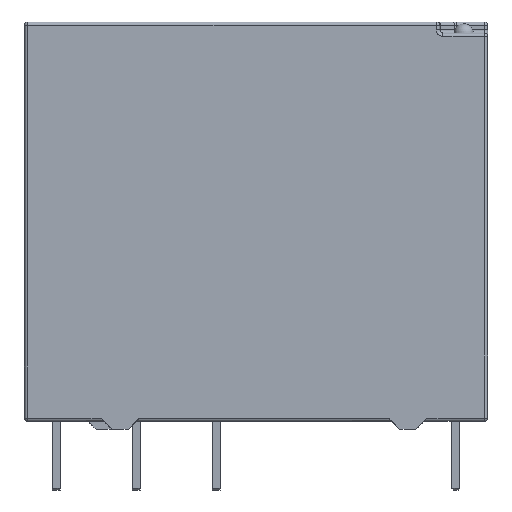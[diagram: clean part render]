
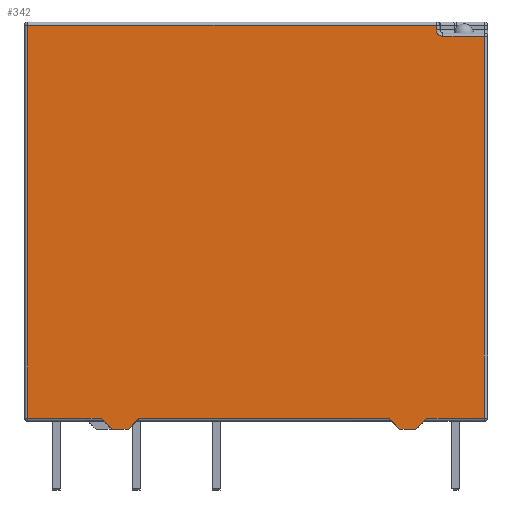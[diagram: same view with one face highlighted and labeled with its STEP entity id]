
A CAD part, front view. The second image highlights one B-rep face of the part: STEP entity #342.
In plain terms, the highlighted planar face has unit normal (0, -1, 0).
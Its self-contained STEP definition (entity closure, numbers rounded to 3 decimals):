
#185=FACE_OUTER_BOUND('',#691,.T.);
#342=ADVANCED_FACE('',(#185),#503,.T.);
#503=PLANE('',#2668);
#601=CIRCLE('',#2667,0.4);
#691=EDGE_LOOP('',(#903,#904,#905,#906,#907,#908,#909,#910,#911,#912,#913,
#914,#915,#916,#917));
#903=ORIENTED_EDGE('',*,*,#1824,.T.);
#904=ORIENTED_EDGE('',*,*,#1825,.T.);
#905=ORIENTED_EDGE('',*,*,#1826,.T.);
#906=ORIENTED_EDGE('',*,*,#1827,.T.);
#907=ORIENTED_EDGE('',*,*,#1828,.T.);
#908=ORIENTED_EDGE('',*,*,#1829,.T.);
#909=ORIENTED_EDGE('',*,*,#1830,.T.);
#910=ORIENTED_EDGE('',*,*,#1831,.T.);
#911=ORIENTED_EDGE('',*,*,#1832,.F.);
#912=ORIENTED_EDGE('',*,*,#1833,.T.);
#913=ORIENTED_EDGE('',*,*,#1834,.T.);
#914=ORIENTED_EDGE('',*,*,#1835,.T.);
#915=ORIENTED_EDGE('',*,*,#1836,.T.);
#916=ORIENTED_EDGE('',*,*,#1837,.T.);
#917=ORIENTED_EDGE('',*,*,#1838,.T.);
#1609=VERTEX_POINT('',#3779);
#1610=VERTEX_POINT('',#3780);
#1611=VERTEX_POINT('',#3782);
#1612=VERTEX_POINT('',#3784);
#1613=VERTEX_POINT('',#3786);
#1614=VERTEX_POINT('',#3788);
#1615=VERTEX_POINT('',#3790);
#1616=VERTEX_POINT('',#3792);
#1617=VERTEX_POINT('',#3794);
#1618=VERTEX_POINT('',#3796);
#1619=VERTEX_POINT('',#3798);
#1620=VERTEX_POINT('',#3800);
#1621=VERTEX_POINT('',#3802);
#1622=VERTEX_POINT('',#3804);
#1623=VERTEX_POINT('',#3806);
#1824=EDGE_CURVE('',#1609,#1610,#2173,.T.);
#1825=EDGE_CURVE('',#1610,#1611,#2174,.T.);
#1826=EDGE_CURVE('',#1611,#1612,#2175,.T.);
#1827=EDGE_CURVE('',#1612,#1613,#2176,.T.);
#1828=EDGE_CURVE('',#1613,#1614,#2177,.T.);
#1829=EDGE_CURVE('',#1614,#1615,#2178,.T.);
#1830=EDGE_CURVE('',#1615,#1616,#2179,.T.);
#1831=EDGE_CURVE('',#1616,#1617,#2180,.T.);
#1832=EDGE_CURVE('',#1618,#1617,#601,.T.);
#1833=EDGE_CURVE('',#1618,#1619,#2181,.T.);
#1834=EDGE_CURVE('',#1619,#1620,#2182,.T.);
#1835=EDGE_CURVE('',#1620,#1621,#2183,.T.);
#1836=EDGE_CURVE('',#1621,#1622,#2184,.T.);
#1837=EDGE_CURVE('',#1622,#1623,#2185,.T.);
#1838=EDGE_CURVE('',#1623,#1609,#2186,.T.);
#2173=LINE('',#3778,#2439);
#2174=LINE('',#3781,#2440);
#2175=LINE('',#3783,#2441);
#2176=LINE('',#3785,#2442);
#2177=LINE('',#3787,#2443);
#2178=LINE('',#3789,#2444);
#2179=LINE('',#3791,#2445);
#2180=LINE('',#3793,#2446);
#2181=LINE('',#3797,#2447);
#2182=LINE('',#3799,#2448);
#2183=LINE('',#3801,#2449);
#2184=LINE('',#3803,#2450);
#2185=LINE('',#3805,#2451);
#2186=LINE('',#3807,#2452);
#2439=VECTOR('',#2972,1.);
#2440=VECTOR('',#2973,1.);
#2441=VECTOR('',#2974,1.);
#2442=VECTOR('',#2975,1.);
#2443=VECTOR('',#2976,1.);
#2444=VECTOR('',#2977,1.);
#2445=VECTOR('',#2978,1.);
#2446=VECTOR('',#2979,1.);
#2447=VECTOR('',#2982,1.);
#2448=VECTOR('',#2983,1.);
#2449=VECTOR('',#2984,1.);
#2450=VECTOR('',#2985,1.);
#2451=VECTOR('',#2986,1.);
#2452=VECTOR('',#2987,1.);
#2667=AXIS2_PLACEMENT_3D('',#3795,#2980,#2981);
#2668=AXIS2_PLACEMENT_3D('',#3808,#2988,#2989);
#2972=DIRECTION('',(0.707,0.,0.707));
#2973=DIRECTION('',(1.,0.,0.));
#2974=DIRECTION('',(0.707,0.,-0.707));
#2975=DIRECTION('',(1.,0.,0.));
#2976=DIRECTION('',(0.707,0.,0.707));
#2977=DIRECTION('',(1.,0.,0.));
#2978=DIRECTION('',(0.,0.,1.));
#2979=DIRECTION('',(-1.,0.,0.));
#2980=DIRECTION('',(0.,-1.,0.));
#2981=DIRECTION('',(1.,0.,0.));
#2982=DIRECTION('',(0.,0.,1.));
#2983=DIRECTION('',(-1.,0.,0.));
#2984=DIRECTION('',(0.,0.,-1.));
#2985=DIRECTION('',(1.,0.,0.));
#2986=DIRECTION('',(0.707,0.,-0.707));
#2987=DIRECTION('',(1.,0.,0.));
#2988=DIRECTION('',(0.,-1.,0.));
#2989=DIRECTION('',(1.,0.,0.));
#3778=CARTESIAN_POINT('',(16.,-6.3,23.5));
#3779=CARTESIAN_POINT('',(-8.,-6.3,-0.5));
#3780=CARTESIAN_POINT('',(-7.3,-6.3,0.2));
#3781=CARTESIAN_POINT('',(14.5,-6.3,0.2));
#3782=CARTESIAN_POINT('',(8.3,-6.3,0.2));
#3783=CARTESIAN_POINT('',(-1.,-6.3,9.5));
#3784=CARTESIAN_POINT('',(9.,-6.3,-0.5));
#3785=CARTESIAN_POINT('',(8.5,-6.3,-0.5));
#3786=CARTESIAN_POINT('',(10.,-6.3,-0.5));
#3787=CARTESIAN_POINT('',(25.,-6.3,14.5));
#3788=CARTESIAN_POINT('',(10.7,-6.3,0.2));
#3789=CARTESIAN_POINT('',(14.5,-6.3,0.2));
#3790=CARTESIAN_POINT('',(14.3,-6.3,0.2));
#3791=CARTESIAN_POINT('',(14.3,-6.3,25.));
#3792=CARTESIAN_POINT('',(14.3,-6.3,24.1));
#3793=CARTESIAN_POINT('',(11.5,-6.3,24.1));
#3794=CARTESIAN_POINT('',(11.7,-6.3,24.1));
#3795=CARTESIAN_POINT('',(11.7,-6.3,24.5));
#3796=CARTESIAN_POINT('',(11.3,-6.3,24.5));
#3797=CARTESIAN_POINT('',(11.3,-6.3,25.));
#3798=CARTESIAN_POINT('',(11.3,-6.3,24.8));
#3799=CARTESIAN_POINT('',(-14.5,-6.3,24.8));
#3800=CARTESIAN_POINT('',(-14.3,-6.3,24.8));
#3801=CARTESIAN_POINT('',(-14.3,-6.3,25.));
#3802=CARTESIAN_POINT('',(-14.3,-6.3,0.2));
#3803=CARTESIAN_POINT('',(14.5,-6.3,0.2));
#3804=CARTESIAN_POINT('',(-9.7,-6.3,0.2));
#3805=CARTESIAN_POINT('',(-10.,-6.3,0.5));
#3806=CARTESIAN_POINT('',(-9.,-6.3,-0.5));
#3807=CARTESIAN_POINT('',(-9.5,-6.3,-0.5));
#3808=CARTESIAN_POINT('',(14.5,-6.3,25.));
